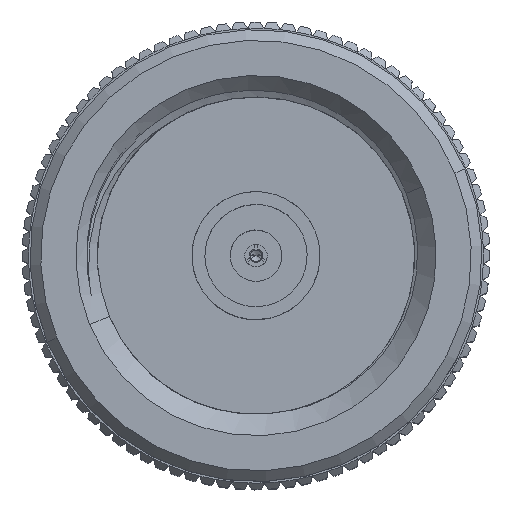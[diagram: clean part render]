
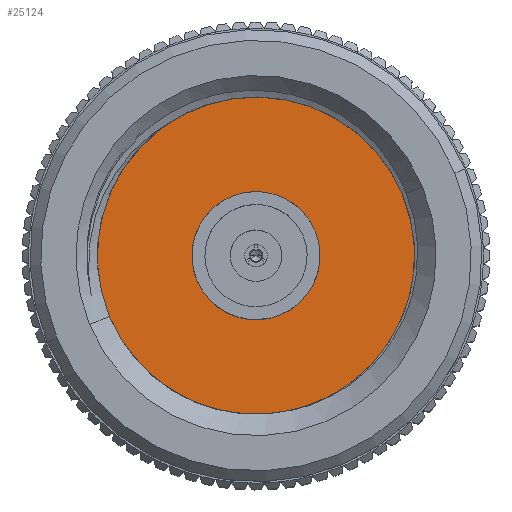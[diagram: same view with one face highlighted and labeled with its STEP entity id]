
A CAD part, top view. The second image highlights one B-rep face of the part: STEP entity #25124.
In plain terms, the highlighted planar face has unit normal (0, 0, 1).
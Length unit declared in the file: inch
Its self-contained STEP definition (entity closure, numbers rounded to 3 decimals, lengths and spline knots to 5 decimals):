
#536 = AXIS2_PLACEMENT_3D ( 'NONE', #4059, #18595, #8075 ) ;
#1356 = EDGE_CURVE ( 'NONE', #22287, #8281, #22314, .T. ) ;
#3114 = CIRCLE ( 'NONE', #536, 0.11724 ) ;
#3168 = AXIS2_PLACEMENT_3D ( 'NONE', #16727, #10749, #6563 ) ;
#3176 = AXIS2_PLACEMENT_3D ( 'NONE', #15156, #7281, #21570 ) ;
#3822 = PLANE ( 'NONE',  #26004 ) ;
#4059 = CARTESIAN_POINT ( 'NONE',  ( -2.1269, -0.6265, 3.71645 ) ) ;
#4279 = CARTESIAN_POINT ( 'NONE',  ( -1.82869, -0.50284, 3.71645 ) ) ;
#6563 = DIRECTION ( 'NONE',  ( 0.924, 0.383, 0. ) ) ;
#7190 = EDGE_CURVE ( 'NONE', #8281, #22287, #14681, .T. ) ;
#7281 = DIRECTION ( 'NONE',  ( 0., 0., 1. ) ) ;
#8075 = DIRECTION ( 'NONE',  ( 0.924, 0.383, 0. ) ) ;
#8219 = DIRECTION ( 'NONE',  ( 0.924, 0.383, 0. ) ) ;
#8281 = VERTEX_POINT ( 'NONE', #4279 ) ;
#9300 = ORIENTED_EDGE ( 'NONE', *, *, #1356, .T. ) ;
#10726 = ORIENTED_EDGE ( 'NONE', *, *, #26125, .F. ) ;
#10749 = DIRECTION ( 'NONE',  ( 0., 0., 1. ) ) ;
#12807 = CARTESIAN_POINT ( 'NONE',  ( -2.1269, -0.6265, 3.71645 ) ) ;
#13814 = CARTESIAN_POINT ( 'NONE',  ( -2.2352, -0.67141, 3.71645 ) ) ;
#14121 = CARTESIAN_POINT ( 'NONE',  ( -2.1269, -0.6265, 3.71645 ) ) ;
#14249 = FACE_OUTER_BOUND ( 'NONE', #21958, .T. ) ;
#14625 = DIRECTION ( 'NONE',  ( 0., 0., 1. ) ) ;
#14681 = CIRCLE ( 'NONE', #3176, 0.32283 ) ;
#15030 = DIRECTION ( 'NONE',  ( 0., 0., 1. ) ) ;
#15156 = CARTESIAN_POINT ( 'NONE',  ( -2.1269, -0.6265, 3.71645 ) ) ;
#15359 = CARTESIAN_POINT ( 'NONE',  ( -2.0186, -0.58159, 3.71645 ) ) ;
#16727 = CARTESIAN_POINT ( 'NONE',  ( -2.1269, -0.6265, 3.71645 ) ) ;
#18311 = ORIENTED_EDGE ( 'NONE', *, *, #23871, .F. ) ;
#18364 = FACE_BOUND ( 'NONE', #24125, .T. ) ;
#18595 = DIRECTION ( 'NONE',  ( 0., 0., 1. ) ) ;
#18945 = ORIENTED_EDGE ( 'NONE', *, *, #7190, .T. ) ;
#20520 = CARTESIAN_POINT ( 'NONE',  ( -2.42511, -0.75017, 3.71645 ) ) ;
#21160 = DIRECTION ( 'NONE',  ( 0.383, -0.924, 0. ) ) ;
#21570 = DIRECTION ( 'NONE',  ( 0.924, 0.383, 0. ) ) ;
#21958 = EDGE_LOOP ( 'NONE', ( #18945, #9300 ) ) ;
#22287 = VERTEX_POINT ( 'NONE', #20520 ) ;
#22314 = CIRCLE ( 'NONE', #23161, 0.32283 ) ;
#23161 = AXIS2_PLACEMENT_3D ( 'NONE', #14121, #14625, #8219 ) ;
#23871 = EDGE_CURVE ( 'NONE', #25664, #26305, #24848, .T. ) ;
#24125 = EDGE_LOOP ( 'NONE', ( #18311, #10726 ) ) ;
#24848 = CIRCLE ( 'NONE', #3168, 0.11724 ) ;
#25124 = ADVANCED_FACE ( 'NONE', ( #14249, #18364 ), #3822, .T. ) ;
#25664 = VERTEX_POINT ( 'NONE', #15359 ) ;
#26004 = AXIS2_PLACEMENT_3D ( 'NONE', #12807, #15030, #21160 ) ;
#26125 = EDGE_CURVE ( 'NONE', #26305, #25664, #3114, .T. ) ;
#26305 = VERTEX_POINT ( 'NONE', #13814 ) ;
